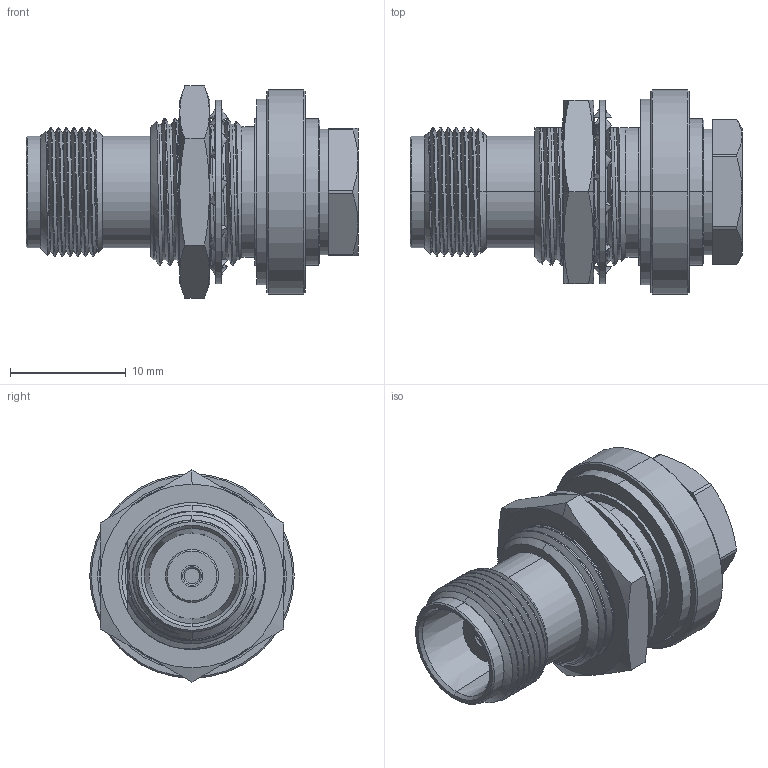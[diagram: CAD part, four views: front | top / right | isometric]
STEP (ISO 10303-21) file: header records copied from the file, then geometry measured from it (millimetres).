
FILE_DESCRIPTION (( 'STEP AP203' ), '1' );
FILE_NAME ('PE4304.step', '2019-02-11T16:11:11', ( '' ), ( '' ), 'SwSTEP 2.0', 'SolidWorks 2017', '' );
FILE_SCHEMA (( 'CONFIG_CONTROL_DESIGN' ));
Length unit declared in the file: inch
Products named in the file (1): PE4304
Bounding box: 28.7 x 17.68 x 18.33 mm (x, y, z)
Volume: 3272.4 mm3; surface area: 3240.9 mm2
Topology: 4 solids, 4 shells, 301 faces, 826 edges, 545 vertices
Faces by surface type: cylinder 99, bspline 75, plane 69, cone 58
Entity records: 23430 total; most frequent: CARTESIAN_POINT 16588, ORIENTED_EDGE 1652, DIRECTION 1117, EDGE_CURVE 826, VERTEX_POINT 545, AXIS2_PLACEMENT_3D 422, EDGE_LOOP 319, FACE_OUTER_BOUND 301
